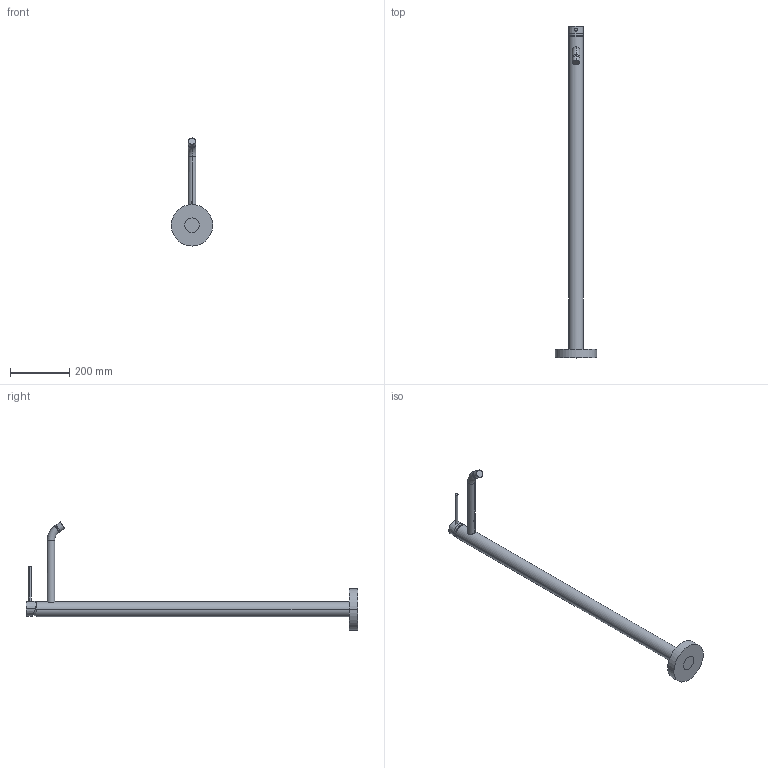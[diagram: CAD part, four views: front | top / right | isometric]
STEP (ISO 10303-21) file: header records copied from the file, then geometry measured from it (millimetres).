
FILE_DESCRIPTION((''),'2;1');
FILE_NAME('LIG031CR','2021-01-14T14:40:05',('ut3'),('PAFFONI SpA'),'CREO PARAMETRIC BY PTC INC, 2020044','CREO PARAMETRIC BY PTC INC, 2020044','');
FILE_SCHEMA(('CONFIG_CONTROL_DESIGN','SHAPE_APPEARANCE_LAYERS_GROUPS'));
Length unit declared in the file: millimetre
Products named in the file (1): LIG031CR
Bounding box: 140 x 1119.8 x 364.39 mm (x, y, z)
Surface area: 252728.9 mm2 (no closed solid volume)
Topology: 0 solids, 12 shells, 33 faces, 98 edges, 73 vertices
Faces by surface type: plane 13, cylinder 12, cone 5, torus 2, bspline 1
Entity records: 1586 total; most frequent: CARTESIAN_POINT 508, DIRECTION 177, ORIENTED_EDGE 142, EDGE_CURVE 96, VERTEX_POINT 73, AXIS2_PLACEMENT_3D 71, CIRCLE 39, VECTOR 35
